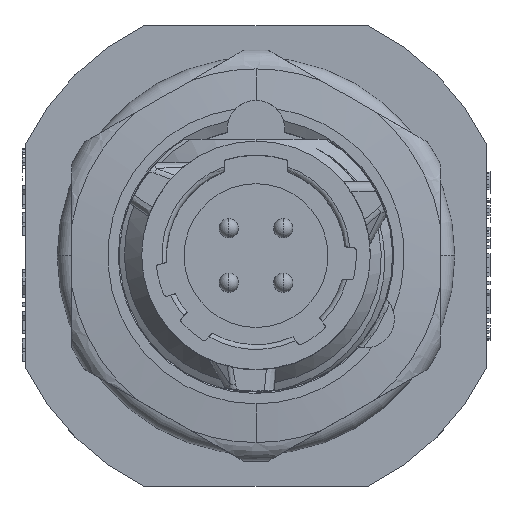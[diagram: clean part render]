
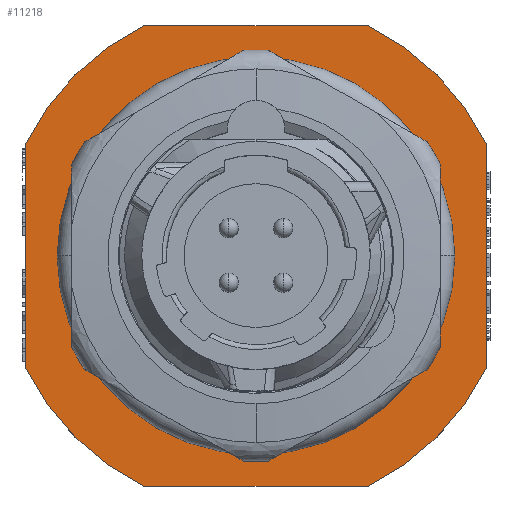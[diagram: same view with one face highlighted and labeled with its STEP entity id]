
A CAD part, top view. The second image highlights one B-rep face of the part: STEP entity #11218.
In plain terms, the highlighted planar face has unit normal (0, 0, 1).
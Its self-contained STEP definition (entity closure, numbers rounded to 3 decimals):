
#1=DIRECTION('',(1.,0.,0.));
#2=VECTOR('',#1,11.7);
#3=CARTESIAN_POINT('',(-5.85,12.,2.3));
#4=LINE('',#3,#2);
#5=CARTESIAN_POINT('',(0.,0.,2.3));
#6=DIRECTION('',(0.,0.,1.));
#7=DIRECTION('',(0.899,0.438,0.));
#8=AXIS2_PLACEMENT_3D('',#5,#6,#7);
#10=DIRECTION('',(0.,-1.,0.));
#11=VECTOR('',#10,11.7);
#12=CARTESIAN_POINT('',(12.,5.85,2.3));
#13=LINE('',#12,#11);
#14=CARTESIAN_POINT('',(0.,0.,2.3));
#15=DIRECTION('',(0.,0.,1.));
#16=DIRECTION('',(0.438,-0.899,0.));
#17=AXIS2_PLACEMENT_3D('',#14,#15,#16);
#19=DIRECTION('',(-1.,0.,0.));
#20=VECTOR('',#19,11.7);
#21=CARTESIAN_POINT('',(5.85,-12.,2.3));
#22=LINE('',#21,#20);
#23=CARTESIAN_POINT('',(0.,0.,2.3));
#24=DIRECTION('',(0.,0.,1.));
#25=DIRECTION('',(-0.899,-0.438,0.));
#26=AXIS2_PLACEMENT_3D('',#23,#24,#25);
#28=DIRECTION('',(0.,1.,0.));
#29=VECTOR('',#28,11.7);
#30=CARTESIAN_POINT('',(-12.,-5.85,2.3));
#31=LINE('',#30,#29);
#32=CARTESIAN_POINT('',(0.,0.,2.3));
#33=DIRECTION('',(0.,0.,1.));
#34=DIRECTION('',(-0.438,0.899,0.));
#35=AXIS2_PLACEMENT_3D('',#32,#33,#34);
#37=CARTESIAN_POINT('',(0.,0.,2.3));
#38=DIRECTION('',(0.,0.,1.));
#39=DIRECTION('',(0.,1.,0.));
#40=AXIS2_PLACEMENT_3D('',#37,#38,#39);
#42=CARTESIAN_POINT('',(0.,0.,2.3));
#43=DIRECTION('',(0.,0.,1.));
#44=DIRECTION('',(0.,-1.,0.));
#45=AXIS2_PLACEMENT_3D('',#42,#43,#44);
#9196=CARTESIAN_POINT('',(-5.85,12.,2.3));
#9197=CARTESIAN_POINT('',(5.85,12.,2.3));
#9198=VERTEX_POINT('',#9196);
#9199=VERTEX_POINT('',#9197);
#9200=CARTESIAN_POINT('',(12.,5.85,2.3));
#9201=CARTESIAN_POINT('',(12.,-5.85,2.3));
#9202=VERTEX_POINT('',#9200);
#9203=VERTEX_POINT('',#9201);
#9204=CARTESIAN_POINT('',(5.85,-12.,2.3));
#9205=CARTESIAN_POINT('',(-5.85,-12.,2.3));
#9206=VERTEX_POINT('',#9204);
#9207=VERTEX_POINT('',#9205);
#9208=CARTESIAN_POINT('',(-12.,-5.85,2.3));
#9209=CARTESIAN_POINT('',(-12.,5.85,2.3));
#9210=VERTEX_POINT('',#9208);
#9211=VERTEX_POINT('',#9209);
#10608=CARTESIAN_POINT('',(0.,8.8,2.3));
#10609=CARTESIAN_POINT('',(0.,-8.8,2.3));
#10610=VERTEX_POINT('',#10608);
#10611=VERTEX_POINT('',#10609);
#11189=CARTESIAN_POINT('',(0.,0.,2.3));
#11190=DIRECTION('',(0.,0.,-1.));
#11191=DIRECTION('',(0.,-1.,0.));
#11192=AXIS2_PLACEMENT_3D('',#11189,#11190,#11191);
#11193=PLANE('',#11192);
#11195=ORIENTED_EDGE('',*,*,#11194,.T.);
#11197=ORIENTED_EDGE('',*,*,#11196,.F.);
#11199=ORIENTED_EDGE('',*,*,#11198,.T.);
#11201=ORIENTED_EDGE('',*,*,#11200,.F.);
#11203=ORIENTED_EDGE('',*,*,#11202,.T.);
#11205=ORIENTED_EDGE('',*,*,#11204,.F.);
#11207=ORIENTED_EDGE('',*,*,#11206,.T.);
#11209=ORIENTED_EDGE('',*,*,#11208,.F.);
#11210=EDGE_LOOP('',(#11195,#11197,#11199,#11201,#11203,#11205,#11207,#11209));
#11211=FACE_OUTER_BOUND('',#11210,.F.);
#11213=ORIENTED_EDGE('',*,*,#11212,.T.);
#11215=ORIENTED_EDGE('',*,*,#11214,.T.);
#11216=EDGE_LOOP('',(#11213,#11215));
#11217=FACE_BOUND('',#11216,.F.);
#11218=ADVANCED_FACE('',(#11211,#11217),#11193,.F.);
#9=CIRCLE('',#8,13.35);
#18=CIRCLE('',#17,13.35);
#27=CIRCLE('',#26,13.35);
#36=CIRCLE('',#35,13.35);
#41=CIRCLE('',#40,8.8);
#46=CIRCLE('',#45,8.8);
#11194=EDGE_CURVE('',#9198,#9199,#4,.T.);
#11196=EDGE_CURVE('',#9202,#9199,#9,.T.);
#11198=EDGE_CURVE('',#9202,#9203,#13,.T.);
#11200=EDGE_CURVE('',#9206,#9203,#18,.T.);
#11202=EDGE_CURVE('',#9206,#9207,#22,.T.);
#11204=EDGE_CURVE('',#9210,#9207,#27,.T.);
#11206=EDGE_CURVE('',#9210,#9211,#31,.T.);
#11208=EDGE_CURVE('',#9198,#9211,#36,.T.);
#11212=EDGE_CURVE('',#10610,#10611,#41,.T.);
#11214=EDGE_CURVE('',#10611,#10610,#46,.T.);
